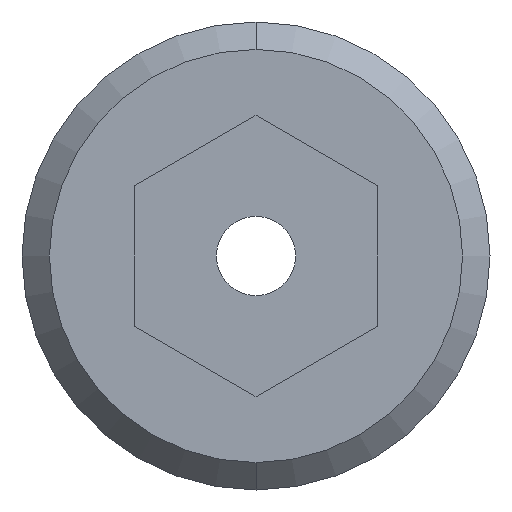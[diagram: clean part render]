
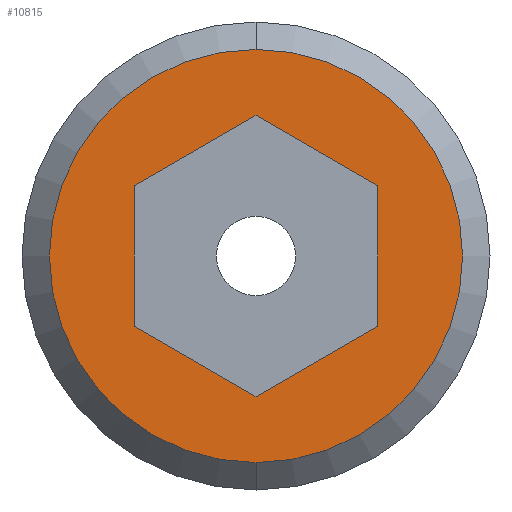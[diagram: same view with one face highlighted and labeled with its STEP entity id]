
A CAD part, left-side view. The second image highlights one B-rep face of the part: STEP entity #10815.
In plain terms, the highlighted planar face has unit normal (-1, 0, 0).
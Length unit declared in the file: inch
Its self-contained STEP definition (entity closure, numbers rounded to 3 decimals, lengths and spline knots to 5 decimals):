
#5220=CARTESIAN_POINT('',(-0.188,0.,0.));
#5221=DIRECTION('',(-1.,0.,0.));
#5222=DIRECTION('',(0.,1.,0.));
#5223=AXIS2_PLACEMENT_3D('',#5220,#5221,#5222);
#5238=DIRECTION('',(0.,0.5,0.866));
#5239=VECTOR('',#5238,0.09238);
#5240=CARTESIAN_POINT('',(-0.188,0.04619,-0.08));
#5241=LINE('',#5240,#5239);
#5242=DIRECTION('',(0.,1.,0.));
#5243=VECTOR('',#5242,0.09238);
#5244=CARTESIAN_POINT('',(-0.188,-0.04619,-0.08));
#5245=LINE('',#5244,#5243);
#5246=DIRECTION('',(0.,0.5,-0.866));
#5247=VECTOR('',#5246,0.09238);
#5248=CARTESIAN_POINT('',(-0.188,-0.09238,0.));
#5249=LINE('',#5248,#5247);
#5250=DIRECTION('',(0.,-0.5,-0.866));
#5251=VECTOR('',#5250,0.09238);
#5252=CARTESIAN_POINT('',(-0.188,-0.04619,0.08));
#5253=LINE('',#5252,#5251);
#5254=DIRECTION('',(0.,-1.,0.));
#5255=VECTOR('',#5254,0.09238);
#5256=CARTESIAN_POINT('',(-0.188,0.04619,0.08));
#5257=LINE('',#5256,#5255);
#5258=DIRECTION('',(0.,-0.5,0.866));
#5259=VECTOR('',#5258,0.09238);
#5260=CARTESIAN_POINT('',(-0.188,0.09238,0.));
#5261=LINE('',#5260,#5259);
#5262=CARTESIAN_POINT('',(-0.188,0.,0.));
#5263=DIRECTION('',(1.,0.,0.));
#5264=DIRECTION('',(0.,1.,0.));
#5265=AXIS2_PLACEMENT_3D('',#5262,#5263,#5264);
#5582=CARTESIAN_POINT('',(-0.188,0.13575,0.));
#5583=CARTESIAN_POINT('',(-0.188,-0.13575,0.));
#5584=VERTEX_POINT('',#5582);
#5585=VERTEX_POINT('',#5583);
#5602=CARTESIAN_POINT('',(-0.188,0.04619,-0.08));
#5603=CARTESIAN_POINT('',(-0.188,0.09238,0.));
#5604=VERTEX_POINT('',#5602);
#5605=VERTEX_POINT('',#5603);
#5606=CARTESIAN_POINT('',(-0.188,-0.04619,-0.08));
#5607=VERTEX_POINT('',#5606);
#5608=CARTESIAN_POINT('',(-0.188,-0.09238,0.));
#5609=VERTEX_POINT('',#5608);
#5610=CARTESIAN_POINT('',(-0.188,-0.04619,0.08));
#5611=VERTEX_POINT('',#5610);
#5612=CARTESIAN_POINT('',(-0.188,0.04619,0.08));
#5613=VERTEX_POINT('',#5612);
#10791=CARTESIAN_POINT('',(-0.188,0.,0.));
#10792=DIRECTION('',(1.,0.,0.));
#10793=DIRECTION('',(0.,-1.,0.));
#10794=AXIS2_PLACEMENT_3D('',#10791,#10792,#10793);
#10795=PLANE('',#10794);
#10796=ORIENTED_EDGE('',*,*,#10781,.F.);
#10798=ORIENTED_EDGE('',*,*,#10797,.T.);
#10799=EDGE_LOOP('',(#10796,#10798));
#10800=FACE_OUTER_BOUND('',#10799,.F.);
#10802=ORIENTED_EDGE('',*,*,#10801,.F.);
#10804=ORIENTED_EDGE('',*,*,#10803,.F.);
#10806=ORIENTED_EDGE('',*,*,#10805,.F.);
#10808=ORIENTED_EDGE('',*,*,#10807,.F.);
#10810=ORIENTED_EDGE('',*,*,#10809,.F.);
#10812=ORIENTED_EDGE('',*,*,#10811,.F.);
#10813=EDGE_LOOP('',(#10802,#10804,#10806,#10808,#10810,#10812));
#10814=FACE_BOUND('',#10813,.F.);
#5224=CIRCLE('',#5223,0.13575);
#5266=CIRCLE('',#5265,0.13575);
#10781=EDGE_CURVE('',#5584,#5585,#5224,.T.);
#10797=EDGE_CURVE('',#5584,#5585,#5266,.T.);
#10801=EDGE_CURVE('',#5604,#5605,#5241,.T.);
#10803=EDGE_CURVE('',#5607,#5604,#5245,.T.);
#10805=EDGE_CURVE('',#5609,#5607,#5249,.T.);
#10807=EDGE_CURVE('',#5611,#5609,#5253,.T.);
#10809=EDGE_CURVE('',#5613,#5611,#5257,.T.);
#10811=EDGE_CURVE('',#5605,#5613,#5261,.T.);
#10815=ADVANCED_FACE('',(#10800,#10814),#10795,.F.);
